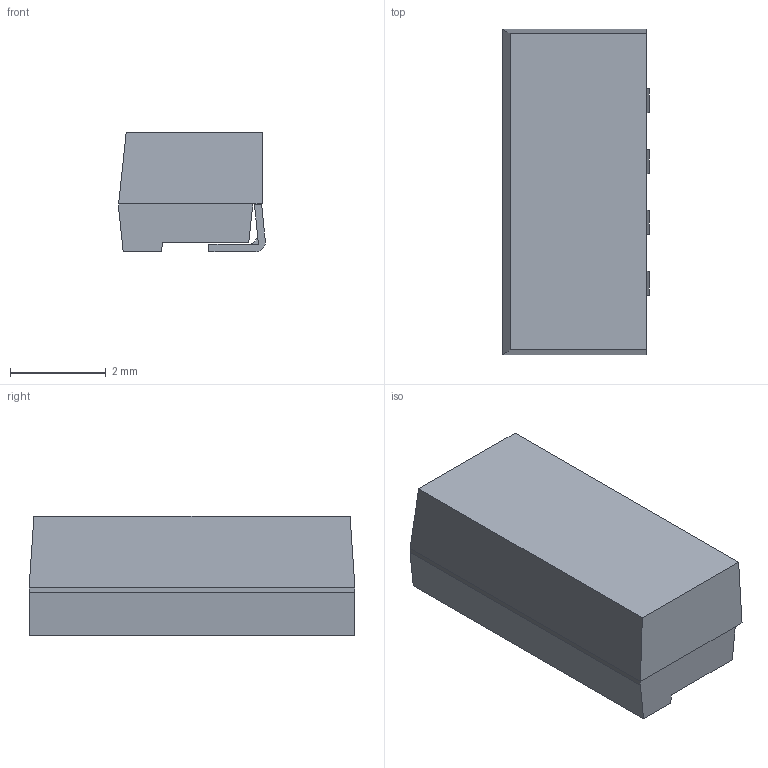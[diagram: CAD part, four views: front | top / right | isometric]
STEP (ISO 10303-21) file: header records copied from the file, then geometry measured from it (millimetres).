
FILE_DESCRIPTION(('FreeCAD Model'),'2;1');
FILE_NAME('Open CASCADE Shape Model','2021-07-21T14:18:20',('Author'),( ''),'Open CASCADE STEP processor 7.5','FreeCAD','Unknown');
FILE_SCHEMA(('AUTOMOTIVE_DESIGN { 1 0 10303 214 1 1 1 1 }'));
Length unit declared in the file: millimetre
Products named in the file (3): Unnamed; LinearPattern; Chamfer001
Assembly tree (2 placements, depth 2):
  Unnamed
    LinearPattern
    Chamfer001
Bounding box: 3.06 x 6.8 x 2.5 mm (x, y, z)
Volume: 45.9 mm3; surface area: 97.6 mm2
Topology: 9 solids, 9 shells, 70 faces, 152 edges, 100 vertices
Faces by surface type: plane 62, cylinder 8
Entity records: 3996 total; most frequent: CARTESIAN_POINT 677, DIRECTION 610, LINE 424, VECTOR 424, ORIENTED_EDGE 304, PCURVE 304, DEFINITIONAL_REPRESENTATION 304, EDGE_CURVE 152
